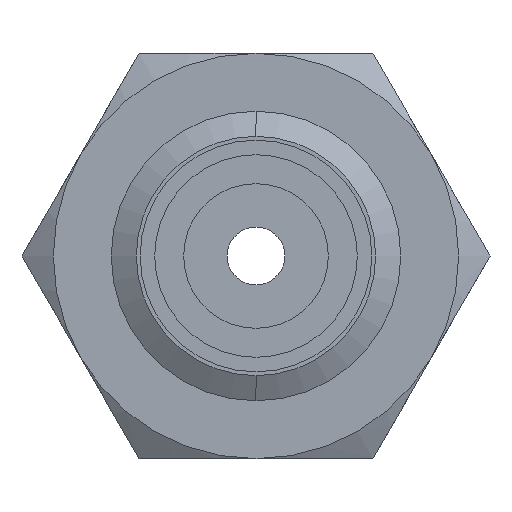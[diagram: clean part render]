
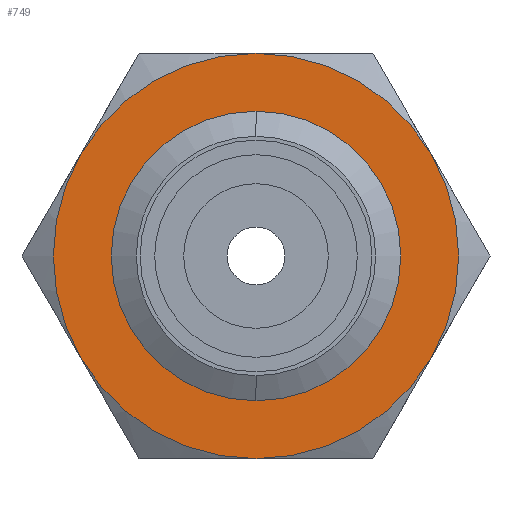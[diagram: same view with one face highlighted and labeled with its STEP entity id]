
A CAD part, front view. The second image highlights one B-rep face of the part: STEP entity #749.
In plain terms, the highlighted planar face has unit normal (0, -1, 0).
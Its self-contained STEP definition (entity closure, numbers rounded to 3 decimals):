
#2 = ORIENTED_EDGE ( 'NONE', *, *, #120, .T. ) ;
#9 = CIRCLE ( 'NONE', #751, 7. ) ;
#20 = VERTEX_POINT ( 'NONE', #2335 ) ;
#22 = AXIS2_PLACEMENT_3D ( 'NONE', #1521, #1604, #1612 ) ;
#120 = EDGE_CURVE ( 'NONE', #2309, #183, #2142, .T. ) ;
#183 = VERTEX_POINT ( 'NONE', #728 ) ;
#206 = EDGE_LOOP ( 'NONE', ( #1044, #1188 ) ) ;
#305 = FACE_BOUND ( 'NONE', #206, .T. ) ;
#337 = DIRECTION ( 'NONE',  ( 0., -1., 0. ) ) ;
#343 = DIRECTION ( 'NONE',  ( 0., 0., -1. ) ) ;
#362 = VERTEX_POINT ( 'NONE', #2390 ) ;
#364 = CARTESIAN_POINT ( 'NONE',  ( 0., 0., 0. ) ) ;
#478 = EDGE_CURVE ( 'NONE', #1915, #2309, #1789, .T. ) ;
#604 = DIRECTION ( 'NONE',  ( 0., 0., -1. ) ) ;
#668 = ORIENTED_EDGE ( 'NONE', *, *, #1394, .T. ) ;
#692 = EDGE_CURVE ( 'NONE', #2004, #2365, #1700, .T. ) ;
#728 = CARTESIAN_POINT ( 'NONE',  ( -6.062, 0., 3.5 ) ) ;
#749 = ADVANCED_FACE ( 'NONE', ( #2313, #305 ), #1957, .F. ) ;
#751 = AXIS2_PLACEMENT_3D ( 'NONE', #364, #337, #343 ) ;
#784 = DIRECTION ( 'NONE',  ( 0., 1., 0. ) ) ;
#812 = CARTESIAN_POINT ( 'NONE',  ( 0., 0., 0. ) ) ;
#918 = EDGE_CURVE ( 'NONE', #1324, #1915, #2421, .T. ) ;
#969 = AXIS2_PLACEMENT_3D ( 'NONE', #1434, #1451, #1468 ) ;
#993 = EDGE_CURVE ( 'NONE', #20, #362, #1526, .T. ) ;
#1044 = ORIENTED_EDGE ( 'NONE', *, *, #1574, .T. ) ;
#1045 = DIRECTION ( 'NONE',  ( 0., 0., 1. ) ) ;
#1110 = CARTESIAN_POINT ( 'NONE',  ( 0., 0., 0. ) ) ;
#1188 = ORIENTED_EDGE ( 'NONE', *, *, #993, .T. ) ;
#1240 = DIRECTION ( 'NONE',  ( 0., 0., -1. ) ) ;
#1247 = CARTESIAN_POINT ( 'NONE',  ( 0., 0., -7. ) ) ;
#1267 = AXIS2_PLACEMENT_3D ( 'NONE', #1626, #1689, #1698 ) ;
#1305 = ORIENTED_EDGE ( 'NONE', *, *, #918, .T. ) ;
#1324 = VERTEX_POINT ( 'NONE', #2030 ) ;
#1333 = AXIS2_PLACEMENT_3D ( 'NONE', #1799, #1808, #1819 ) ;
#1394 = EDGE_CURVE ( 'NONE', #2365, #1324, #9, .T. ) ;
#1403 = CARTESIAN_POINT ( 'NONE',  ( -6.062, 0., -3.5 ) ) ;
#1405 = AXIS2_PLACEMENT_3D ( 'NONE', #1583, #2336, #1045 ) ;
#1434 = CARTESIAN_POINT ( 'NONE',  ( 0., 0., 0. ) ) ;
#1451 = DIRECTION ( 'NONE',  ( 0., -1., 0. ) ) ;
#1468 = DIRECTION ( 'NONE',  ( 0., 0., -1. ) ) ;
#1499 = AXIS2_PLACEMENT_3D ( 'NONE', #2151, #2325, #1240 ) ;
#1521 = CARTESIAN_POINT ( 'NONE',  ( 0., 0., 0. ) ) ;
#1526 = CIRCLE ( 'NONE', #1333, 5. ) ;
#1535 = AXIS2_PLACEMENT_3D ( 'NONE', #1110, #2127, #604 ) ;
#1574 = EDGE_CURVE ( 'NONE', #362, #20, #2391, .T. ) ;
#1583 = CARTESIAN_POINT ( 'NONE',  ( 0., 0., 0. ) ) ;
#1604 = DIRECTION ( 'NONE',  ( 0., -1., 0. ) ) ;
#1612 = DIRECTION ( 'NONE',  ( 0., 0., -1. ) ) ;
#1617 = ORIENTED_EDGE ( 'NONE', *, *, #692, .T. ) ;
#1626 = CARTESIAN_POINT ( 'NONE',  ( 0., 0., 0. ) ) ;
#1652 = EDGE_CURVE ( 'NONE', #183, #2004, #1729, .T. ) ;
#1689 = DIRECTION ( 'NONE',  ( 0., -1., 0. ) ) ;
#1698 = DIRECTION ( 'NONE',  ( 0., 0., -1. ) ) ;
#1700 = CIRCLE ( 'NONE', #1267, 7. ) ;
#1729 = CIRCLE ( 'NONE', #1535, 7. ) ;
#1789 = CIRCLE ( 'NONE', #22, 7. ) ;
#1799 = CARTESIAN_POINT ( 'NONE',  ( 0., 0., 0. ) ) ;
#1808 = DIRECTION ( 'NONE',  ( 0., 1., 0. ) ) ;
#1819 = DIRECTION ( 'NONE',  ( 0., 0., 1. ) ) ;
#1915 = VERTEX_POINT ( 'NONE', #2074 ) ;
#1957 = PLANE ( 'NONE',  #2019 ) ;
#1983 = DIRECTION ( 'NONE',  ( 0., 0., 1. ) ) ;
#2004 = VERTEX_POINT ( 'NONE', #1403 ) ;
#2019 = AXIS2_PLACEMENT_3D ( 'NONE', #812, #784, #1983 ) ;
#2030 = CARTESIAN_POINT ( 'NONE',  ( 6.062, 0., -3.5 ) ) ;
#2047 = ORIENTED_EDGE ( 'NONE', *, *, #1652, .T. ) ;
#2074 = CARTESIAN_POINT ( 'NONE',  ( 6.062, 0., 3.5 ) ) ;
#2075 = EDGE_LOOP ( 'NONE', ( #2172, #2, #2047, #1617, #668, #1305 ) ) ;
#2127 = DIRECTION ( 'NONE',  ( 0., -1., 0. ) ) ;
#2142 = CIRCLE ( 'NONE', #1499, 7. ) ;
#2151 = CARTESIAN_POINT ( 'NONE',  ( 0., 0., 0. ) ) ;
#2172 = ORIENTED_EDGE ( 'NONE', *, *, #478, .T. ) ;
#2309 = VERTEX_POINT ( 'NONE', #2348 ) ;
#2313 = FACE_OUTER_BOUND ( 'NONE', #2075, .T. ) ;
#2325 = DIRECTION ( 'NONE',  ( 0., -1., 0. ) ) ;
#2335 = CARTESIAN_POINT ( 'NONE',  ( 0., 0., 5. ) ) ;
#2336 = DIRECTION ( 'NONE',  ( 0., 1., 0. ) ) ;
#2348 = CARTESIAN_POINT ( 'NONE',  ( 0., 0., 7. ) ) ;
#2365 = VERTEX_POINT ( 'NONE', #1247 ) ;
#2390 = CARTESIAN_POINT ( 'NONE',  ( 0., 0., -5. ) ) ;
#2391 = CIRCLE ( 'NONE', #1405, 5. ) ;
#2421 = CIRCLE ( 'NONE', #969, 7. ) ;
